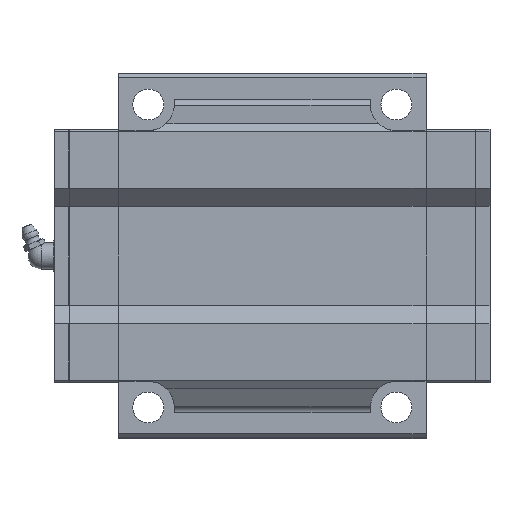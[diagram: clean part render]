
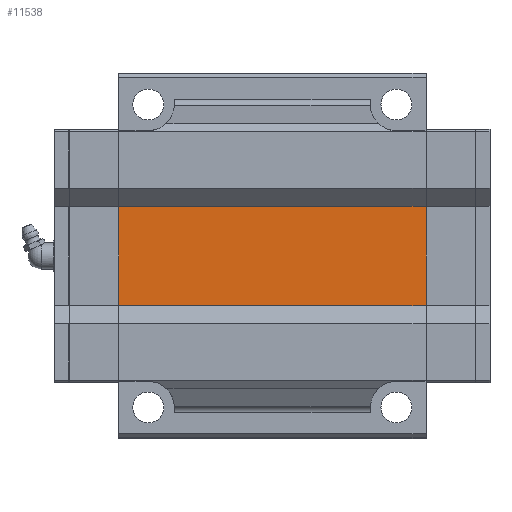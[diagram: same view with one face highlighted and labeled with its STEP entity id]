
A CAD part, front view. The second image highlights one B-rep face of the part: STEP entity #11538.
In plain terms, the highlighted planar face has unit normal (0, -1, 0).
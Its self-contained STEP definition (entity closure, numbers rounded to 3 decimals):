
#854=FACE_OUTER_BOUND('',#1494,.T.);
#1494=EDGE_LOOP('',(#8932,#8933,#8934,#8935));
#2463=LINE('',#17611,#3818);
#2524=LINE('',#17742,#3879);
#2538=LINE('',#17773,#3893);
#2539=LINE('',#17775,#3894);
#3818=VECTOR('',#14264,10.);
#3879=VECTOR('',#14359,10.);
#3893=VECTOR('',#14389,10.);
#3894=VECTOR('',#14392,10.);
#5057=VERTEX_POINT('',#17608);
#5058=VERTEX_POINT('',#17610);
#5110=VERTEX_POINT('',#17739);
#5111=VERTEX_POINT('',#17741);
#6413=EDGE_CURVE('',#5057,#5058,#2463,.T.);
#6481=EDGE_CURVE('',#5110,#5111,#2524,.T.);
#6497=EDGE_CURVE('',#5110,#5058,#2538,.T.);
#6498=EDGE_CURVE('',#5111,#5057,#2539,.T.);
#8932=ORIENTED_EDGE('',*,*,#6481,.F.);
#8933=ORIENTED_EDGE('',*,*,#6497,.T.);
#8934=ORIENTED_EDGE('',*,*,#6413,.F.);
#8935=ORIENTED_EDGE('',*,*,#6498,.F.);
#11010=PLANE('',#12381);
#11538=ADVANCED_FACE('',(#854),#11010,.F.);
#12381=AXIS2_PLACEMENT_3D('',#17774,#14390,#14391);
#14264=DIRECTION('',(-1.,0.,0.));
#14359=DIRECTION('',(1.,0.,0.));
#14389=DIRECTION('',(0.,0.,-1.));
#14390=DIRECTION('center_axis',(0.,1.,0.));
#14391=DIRECTION('ref_axis',(0.,0.,1.));
#14392=DIRECTION('',(0.,0.,-1.));
#17608=CARTESIAN_POINT('',(19.55,44.,-58.85));
#17610=CARTESIAN_POINT('',(-19.55,44.,-58.85));
#17611=CARTESIAN_POINT('',(-13.25,44.,-58.85));
#17739=CARTESIAN_POINT('',(-19.55,44.,58.85));
#17741=CARTESIAN_POINT('',(19.55,44.,58.85));
#17742=CARTESIAN_POINT('',(-13.25,44.,58.85));
#17773=CARTESIAN_POINT('',(-19.55,44.,83.35));
#17774=CARTESIAN_POINT('Origin',(-26.5,44.,-77.85));
#17775=CARTESIAN_POINT('',(19.55,44.,83.35));
